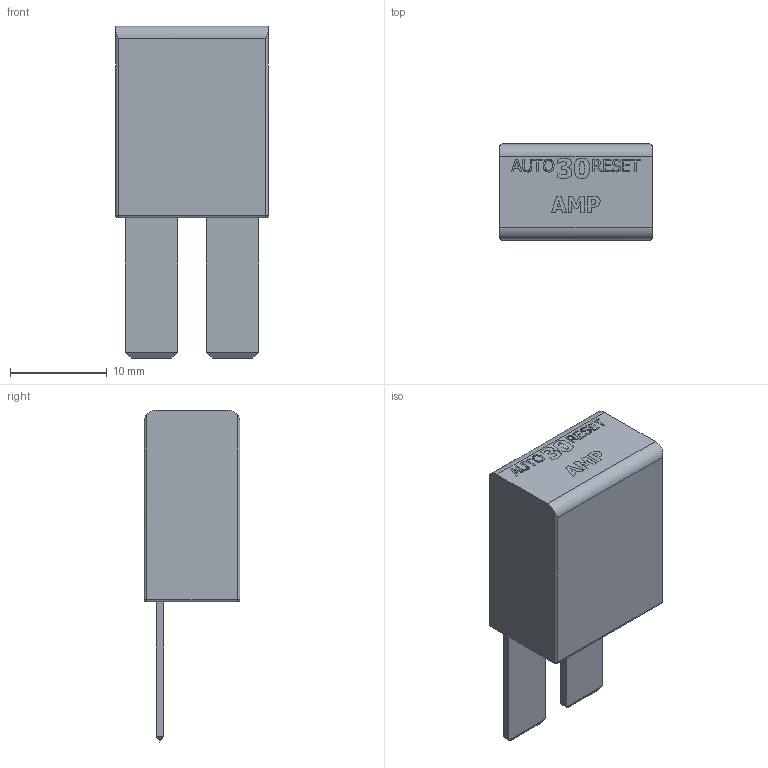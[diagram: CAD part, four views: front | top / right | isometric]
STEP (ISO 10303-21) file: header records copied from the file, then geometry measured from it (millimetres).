
FILE_DESCRIPTION(/* description */ ('Circuit Breaker 30 Amp'),/* implementation_level */ '2;1');
FILE_NAME(/* name */ 'CS_CircuitBreaker_VB3-A30-F57.ipt.stp',/* time_stamp */ '2016-01-07T16:35:55-08:00',/* author */ ('Autodesk Inc.'),/* organization */ ('Autodesk Inc.'),/* preprocessor_version */ 'ST-DEVELOPER v16.1',/* originating_system */ 'Autodesk Inventor 2016',/* authorisation */ '');
FILE_SCHEMA (('AUTOMOTIVE_DESIGN { 1 0 10303 214 3 1 1 }'));
Length unit declared in the file: inch
Products named in the file (1): CS_CircuitBreaker_VB3-A30-F57
Bounding box: 15.75 x 9.91 x 34.29 mm (x, y, z)
Volume: 3198.1 mm3; surface area: 1645.7 mm2
Topology: 1 solids, 1 shells, 255 faces, 677 edges, 442 vertices
Faces by surface type: plane 154, bspline 87, cylinder 10, sphere 4
Entity records: 8584 total; most frequent: CARTESIAN_POINT 2799, ORIENTED_EDGE 1346, DIRECTION 849, EDGE_CURVE 673, LINE 479, VECTOR 479, VERTEX_POINT 442, EDGE_LOOP 277
